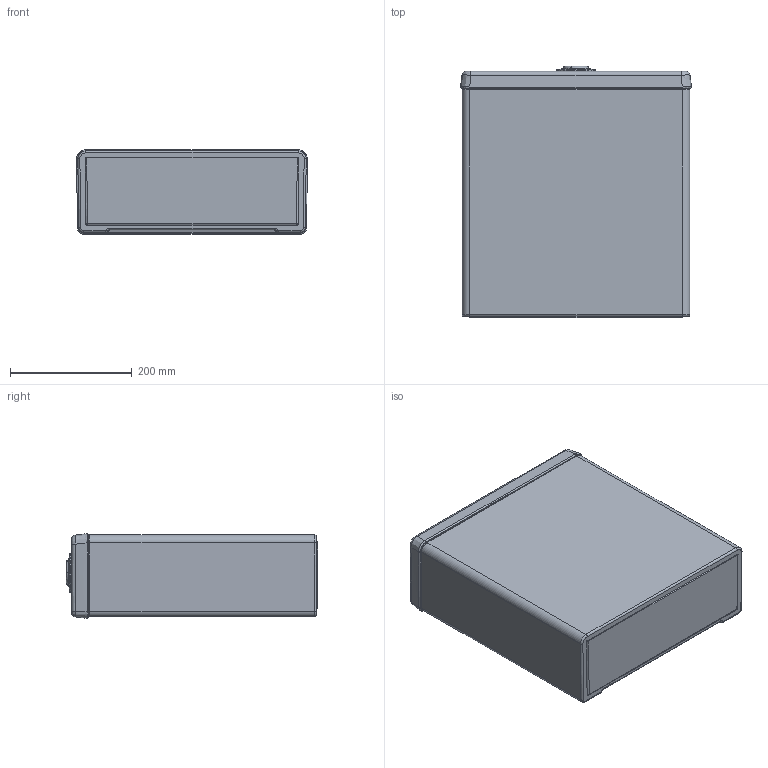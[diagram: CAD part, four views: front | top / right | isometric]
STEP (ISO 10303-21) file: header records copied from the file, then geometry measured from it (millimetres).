
FILE_DESCRIPTION (( 'STEP AP203' ), '1' );
FILE_NAME ('S27R311814.STEP', '2025-05-09T11:31:59', ( '' ), ( '' ), 'SwSTEP 2.0', 'SolidWorks 2021', '' );
FILE_SCHEMA (( 'CONFIG_CONTROL_DESIGN' ));
Length unit declared in the file: millimetre
Products named in the file (1): S27R311814
Bounding box: 379.84 x 413.62 x 139.05 mm (x, y, z)
Volume: 4807810.8 mm3; surface area: 969821.1 mm2
Topology: 5 solids, 5 shells, 222 faces, 514 edges, 304 vertices
Faces by surface type: cylinder 74, bspline 64, plane 38, torus 28, sphere 16, cone 2
Entity records: 10740 total; most frequent: CARTESIAN_POINT 6029, ORIENTED_EDGE 1028, DIRECTION 907, EDGE_CURVE 514, AXIS2_PLACEMENT_3D 377, VERTEX_POINT 304, EDGE_LOOP 228, ADVANCED_FACE 222
